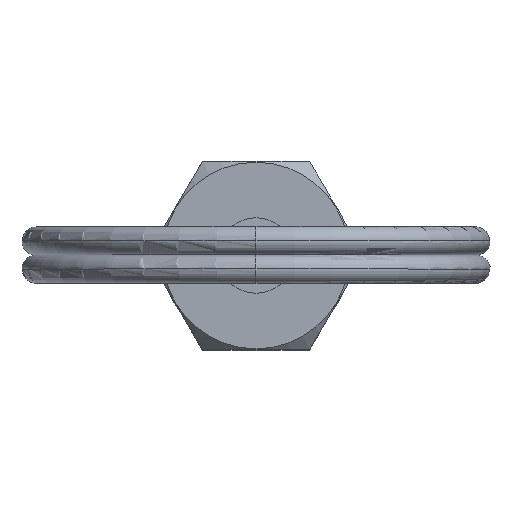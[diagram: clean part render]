
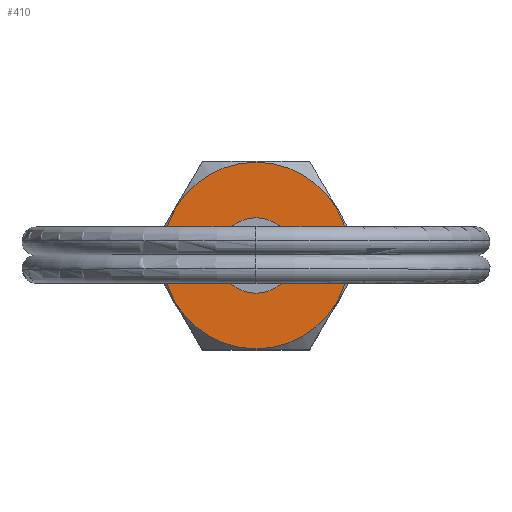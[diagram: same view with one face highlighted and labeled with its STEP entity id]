
A CAD part, top view. The second image highlights one B-rep face of the part: STEP entity #410.
In plain terms, the highlighted planar face has unit normal (0, 0, 1).
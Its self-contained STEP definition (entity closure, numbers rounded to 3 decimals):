
#282=VERTEX_POINT('',#788);
#304=VERTEX_POINT('',#813);
#346=VERTEX_POINT('',#858);
#348=EDGE_CURVE('',#346,#304,#860,.T.);
#410=ADVANCED_FACE('',(#926,#927),#928,.T.);
#412=EDGE_CURVE('',#304,#346,#930,.T.);
#446=EDGE_CURVE('',#282,#498,#968,.T.);
#498=VERTEX_POINT('',#1026);
#656=EDGE_CURVE('',#498,#282,#1202,.T.);
#788=CARTESIAN_POINT('',(4.945,0.,7.4));
#813=CARTESIAN_POINT('',(1.5,0.,7.4));
#858=CARTESIAN_POINT('',(-1.5,0.,7.4));
#860=CIRCLE('',#1485,1.5);
#926=FACE_OUTER_BOUND('',#1618,.T.);
#927=FACE_BOUND('',#1619,.T.);
#928=PLANE('',#1620);
#930=CIRCLE('',#1623,1.5);
#968=CIRCLE('',#1703,4.945);
#1026=CARTESIAN_POINT('',(-4.945,0.,7.4));
#1202=CIRCLE('',#2109,4.945);
#1485=AXIS2_PLACEMENT_3D('',#2402,#2403,#2404);
#1618=EDGE_LOOP('',(#2465,#2466));
#1619=EDGE_LOOP('',(#2467,#2468));
#1620=AXIS2_PLACEMENT_3D('',#2469,#2470,#2471);
#1623=AXIS2_PLACEMENT_3D('',#2472,#2473,#2474);
#1703=AXIS2_PLACEMENT_3D('',#2519,#2520,#2521);
#2109=AXIS2_PLACEMENT_3D('',#2793,#2794,#2795);
#2402=CARTESIAN_POINT('',(0.,0.,7.4));
#2403=DIRECTION('',(0.0,0.0,-1.0));
#2404=DIRECTION('',(1.0,0.,0.0));
#2465=ORIENTED_EDGE('',*,*,#446,.F.);
#2466=ORIENTED_EDGE('',*,*,#656,.F.);
#2467=ORIENTED_EDGE('',*,*,#412,.T.);
#2468=ORIENTED_EDGE('',*,*,#348,.T.);
#2469=CARTESIAN_POINT('',(3.223,0.,7.4));
#2470=DIRECTION('',(0.0,0.0,1.0));
#2471=DIRECTION('',(-1.0,0.,0.0));
#2472=CARTESIAN_POINT('',(0.,0.,7.4));
#2473=DIRECTION('',(0.0,0.0,-1.0));
#2474=DIRECTION('',(1.0,0.,0.0));
#2519=CARTESIAN_POINT('',(0.,0.,7.4));
#2520=DIRECTION('',(0.0,0.0,-1.0));
#2521=DIRECTION('',(1.0,0.,0.0));
#2793=CARTESIAN_POINT('',(0.,0.,7.4));
#2794=DIRECTION('',(0.0,0.0,-1.0));
#2795=DIRECTION('',(1.0,0.,0.0));
